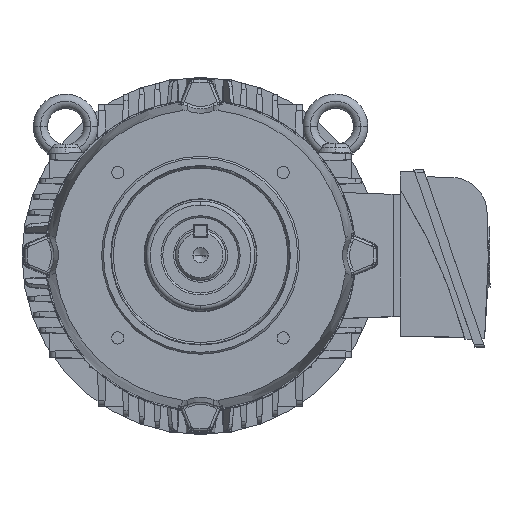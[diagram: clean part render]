
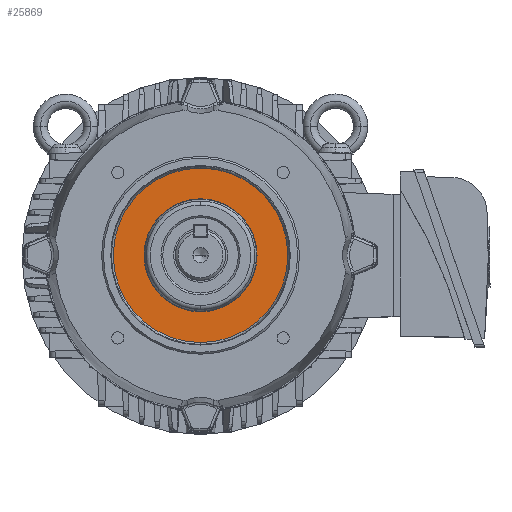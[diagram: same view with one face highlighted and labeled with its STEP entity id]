
A CAD part, top view. The second image highlights one B-rep face of the part: STEP entity #25869.
In plain terms, the highlighted face is planar.
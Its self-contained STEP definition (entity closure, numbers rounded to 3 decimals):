
#2236 = DIRECTION ( 'NONE',  ( 0., 0., 1. ) ) ;
#2984 = CARTESIAN_POINT ( 'NONE',  ( 0., 48.525, -2. ) ) ;
#5868 = AXIS2_PLACEMENT_3D ( 'NONE', #37868, #37199, #6435 ) ;
#6435 = DIRECTION ( 'NONE',  ( 1., 0., 0. ) ) ;
#9782 = EDGE_LOOP ( 'NONE', ( #44346, #16285 ) ) ;
#10869 = VERTEX_POINT ( 'NONE', #19488 ) ;
#12003 = CARTESIAN_POINT ( 'NONE',  ( 0., 31.424, -2. ) ) ;
#12649 = ORIENTED_EDGE ( 'NONE', *, *, #30441, .T. ) ;
#13496 = DIRECTION ( 'NONE',  ( 1., 0., 0. ) ) ;
#15007 = DIRECTION ( 'NONE',  ( -1., 0., 0. ) ) ;
#15309 = VERTEX_POINT ( 'NONE', #39524 ) ;
#15733 = AXIS2_PLACEMENT_3D ( 'NONE', #32765, #2236, #16251 ) ;
#16251 = DIRECTION ( 'NONE',  ( 1., 0., 0. ) ) ;
#16285 = ORIENTED_EDGE ( 'NONE', *, *, #20022, .F. ) ;
#16584 = DIRECTION ( 'NONE',  ( -1., 0., 0. ) ) ;
#16726 = CARTESIAN_POINT ( 'NONE',  ( 0., 0., -2. ) ) ;
#16949 = FACE_BOUND ( 'NONE', #21244, .T. ) ;
#19043 = CIRCLE ( 'NONE', #5868, 48.525 ) ;
#19488 = CARTESIAN_POINT ( 'NONE',  ( 0., -31.424, -2. ) ) ;
#19716 = FACE_OUTER_BOUND ( 'NONE', #9782, .T. ) ;
#20022 = EDGE_CURVE ( 'NONE', #15309, #20072, #19043, .T. ) ;
#20025 = CARTESIAN_POINT ( 'NONE',  ( 0., 0., -2. ) ) ;
#20072 = VERTEX_POINT ( 'NONE', #2984 ) ;
#20161 = AXIS2_PLACEMENT_3D ( 'NONE', #16726, #37149, #13496 ) ;
#21244 = EDGE_LOOP ( 'NONE', ( #31466, #12649 ) ) ;
#23607 = PLANE ( 'NONE',  #20161 ) ;
#23947 = CIRCLE ( 'NONE', #37860, 31.424 ) ;
#25869 = ADVANCED_FACE ( 'NONE', ( #19716, #16949 ), #23607, .F. ) ;
#28535 = DIRECTION ( 'NONE',  ( 0., 0., 1. ) ) ;
#28639 = CIRCLE ( 'NONE', #34508, 31.424 ) ;
#30323 = VERTEX_POINT ( 'NONE', #12003 ) ;
#30441 = EDGE_CURVE ( 'NONE', #10869, #30323, #23947, .T. ) ;
#31466 = ORIENTED_EDGE ( 'NONE', *, *, #36447, .T. ) ;
#32765 = CARTESIAN_POINT ( 'NONE',  ( 0., 0., -2. ) ) ;
#34508 = AXIS2_PLACEMENT_3D ( 'NONE', #35417, #28535, #15007 ) ;
#35417 = CARTESIAN_POINT ( 'NONE',  ( 0., 0., -2. ) ) ;
#36447 = EDGE_CURVE ( 'NONE', #30323, #10869, #28639, .T. ) ;
#37013 = DIRECTION ( 'NONE',  ( 0., 0., 1. ) ) ;
#37149 = DIRECTION ( 'NONE',  ( 0., 0., 1. ) ) ;
#37199 = DIRECTION ( 'NONE',  ( 0., 0., 1. ) ) ;
#37860 = AXIS2_PLACEMENT_3D ( 'NONE', #20025, #37013, #16584 ) ;
#37868 = CARTESIAN_POINT ( 'NONE',  ( 0., 0., -2. ) ) ;
#39524 = CARTESIAN_POINT ( 'NONE',  ( 0., -48.525, -2. ) ) ;
#40647 = CIRCLE ( 'NONE', #15733, 48.525 ) ;
#40869 = EDGE_CURVE ( 'NONE', #20072, #15309, #40647, .T. ) ;
#44346 = ORIENTED_EDGE ( 'NONE', *, *, #40869, .F. ) ;
